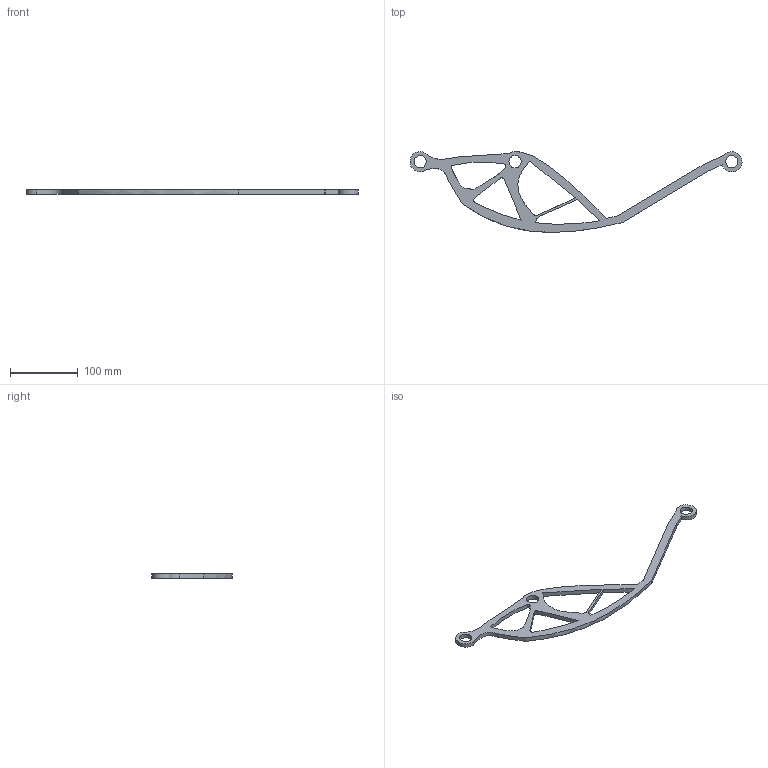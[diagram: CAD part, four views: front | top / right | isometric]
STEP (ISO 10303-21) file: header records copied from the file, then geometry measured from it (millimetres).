
FILE_DESCRIPTION(/* description */ (''),/* implementation_level */ '2;1');
FILE_NAME(/* name */ 'GenDes2Fixedv19.step',/* time_stamp */ '2024-02-16T14:48:59Z',/* author */ (''),/* organization */ (''),/* preprocessor_version */ 'ST-DEVELOPER v20',/* originating_system */ 'Autodesk Translation Framework v12.20.1.177',/* authorisation */ '');
FILE_SCHEMA (('AUTOMOTIVE_DESIGN { 1 0 10303 214 3 1 1 }'));
Length unit declared in the file: millimetre
Products named in the file (1): GenDes2Fixed
Bounding box: 489.96 x 119.36 x 6.3 mm (x, y, z)
Volume: 77591.5 mm3; surface area: 38304.2 mm2
Topology: 1 solids, 1 shells, 45 faces, 129 edges, 86 vertices
Faces by surface type: bspline 24, plane 12, cylinder 9
Full cylindrical faces by diameter (mm): 18 x3
Entity records: 2939 total; most frequent: CARTESIAN_POINT 1892, ORIENTED_EDGE 258, DIRECTION 138, EDGE_CURVE 129, VERTEX_POINT 86, EDGE_LOOP 59, LINE 58, VECTOR 58
